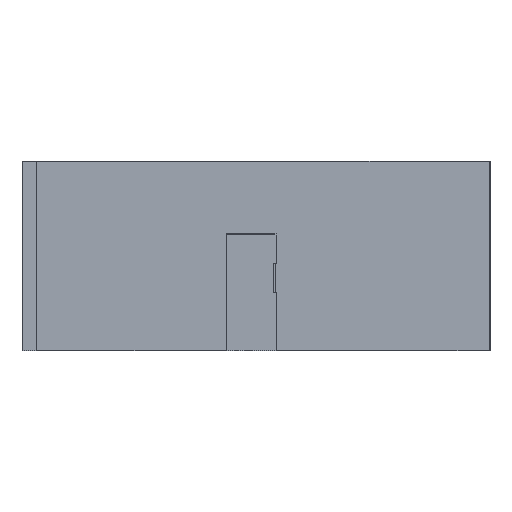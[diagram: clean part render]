
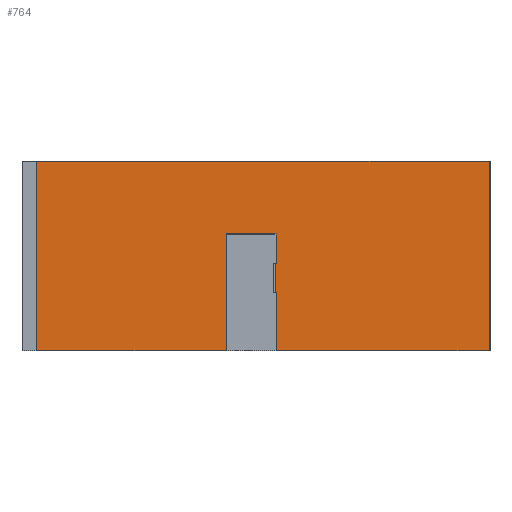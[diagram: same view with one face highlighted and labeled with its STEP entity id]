
A CAD part, top view. The second image highlights one B-rep face of the part: STEP entity #764.
In plain terms, the highlighted planar face has unit normal (0, 0, 1).
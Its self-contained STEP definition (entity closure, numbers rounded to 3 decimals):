
#17=FACE_OUTER_BOUND('',#57,.T.);
#57=EDGE_LOOP('',(#512,#513,#514,#515,#516,#517,#518,#519,#520,#521,#522,
#523));
#95=LINE('',#1053,#206);
#102=LINE('',#1067,#213);
#106=LINE('',#1075,#217);
#107=LINE('',#1077,#218);
#108=LINE('',#1079,#219);
#109=LINE('',#1081,#220);
#110=LINE('',#1083,#221);
#111=LINE('',#1085,#222);
#112=LINE('',#1087,#223);
#113=LINE('',#1089,#224);
#114=LINE('',#1091,#225);
#115=LINE('',#1092,#226);
#206=VECTOR('',#860,10.);
#213=VECTOR('',#869,10.);
#217=VECTOR('',#875,10.);
#218=VECTOR('',#876,10.);
#219=VECTOR('',#877,10.);
#220=VECTOR('',#878,10.);
#221=VECTOR('',#879,10.);
#222=VECTOR('',#880,10.);
#223=VECTOR('',#881,10.);
#224=VECTOR('',#882,10.);
#225=VECTOR('',#883,10.);
#226=VECTOR('',#884,10.);
#317=VERTEX_POINT('',#1051);
#318=VERTEX_POINT('',#1052);
#324=VERTEX_POINT('',#1066);
#327=VERTEX_POINT('',#1074);
#328=VERTEX_POINT('',#1076);
#329=VERTEX_POINT('',#1078);
#330=VERTEX_POINT('',#1080);
#331=VERTEX_POINT('',#1082);
#332=VERTEX_POINT('',#1084);
#333=VERTEX_POINT('',#1086);
#334=VERTEX_POINT('',#1088);
#335=VERTEX_POINT('',#1090);
#389=EDGE_CURVE('',#317,#318,#95,.T.);
#396=EDGE_CURVE('',#318,#324,#102,.T.);
#400=EDGE_CURVE('',#327,#317,#106,.T.);
#401=EDGE_CURVE('',#328,#327,#107,.T.);
#402=EDGE_CURVE('',#329,#328,#108,.T.);
#403=EDGE_CURVE('',#330,#329,#109,.T.);
#404=EDGE_CURVE('',#331,#330,#110,.T.);
#405=EDGE_CURVE('',#332,#331,#111,.T.);
#406=EDGE_CURVE('',#333,#332,#112,.T.);
#407=EDGE_CURVE('',#334,#333,#113,.T.);
#408=EDGE_CURVE('',#335,#334,#114,.T.);
#409=EDGE_CURVE('',#324,#335,#115,.T.);
#512=ORIENTED_EDGE('',*,*,#400,.F.);
#513=ORIENTED_EDGE('',*,*,#401,.F.);
#514=ORIENTED_EDGE('',*,*,#402,.F.);
#515=ORIENTED_EDGE('',*,*,#403,.F.);
#516=ORIENTED_EDGE('',*,*,#404,.F.);
#517=ORIENTED_EDGE('',*,*,#405,.F.);
#518=ORIENTED_EDGE('',*,*,#406,.F.);
#519=ORIENTED_EDGE('',*,*,#407,.F.);
#520=ORIENTED_EDGE('',*,*,#408,.F.);
#521=ORIENTED_EDGE('',*,*,#409,.F.);
#522=ORIENTED_EDGE('',*,*,#396,.F.);
#523=ORIENTED_EDGE('',*,*,#389,.F.);
#724=PLANE('',#818);
#764=ADVANCED_FACE('',(#17),#724,.F.);
#818=AXIS2_PLACEMENT_3D('',#1073,#873,#874);
#860=DIRECTION('',(-1.,0.,0.));
#869=DIRECTION('',(0.,1.,0.));
#873=DIRECTION('center_axis',(0.,0.,-1.));
#874=DIRECTION('ref_axis',(-1.,0.,0.));
#875=DIRECTION('',(0.,1.,0.));
#876=DIRECTION('',(-1.,0.,0.));
#877=DIRECTION('',(0.,-1.,0.));
#878=DIRECTION('',(1.,0.,0.));
#879=DIRECTION('',(0.,1.,0.));
#880=DIRECTION('',(-1.,0.,0.));
#881=DIRECTION('',(0.,-1.,0.));
#882=DIRECTION('',(-1.,0.,0.));
#883=DIRECTION('',(0.,1.,0.));
#884=DIRECTION('',(1.,0.,0.));
#1051=CARTESIAN_POINT('',(-0.299,-1.,4.51));
#1052=CARTESIAN_POINT('',(-0.305,-1.,4.51));
#1053=CARTESIAN_POINT('',(-0.405,-1.,4.51));
#1066=CARTESIAN_POINT('',(-0.305,0.,4.51));
#1067=CARTESIAN_POINT('',(-0.305,0.,4.51));
#1073=CARTESIAN_POINT('Origin',(-0.004,0.,4.51));
#1074=CARTESIAN_POINT('',(-0.299,-3.,4.51));
#1075=CARTESIAN_POINT('',(-0.299,0.,4.51));
#1076=CARTESIAN_POINT('',(6.996,-3.,4.51));
#1077=CARTESIAN_POINT('',(-0.504,-3.,4.51));
#1078=CARTESIAN_POINT('',(6.996,3.5,4.51));
#1079=CARTESIAN_POINT('',(6.996,0.,4.51));
#1080=CARTESIAN_POINT('',(-8.504,3.5,4.51));
#1081=CARTESIAN_POINT('',(-0.504,3.5,4.51));
#1082=CARTESIAN_POINT('',(-8.504,-3.,4.51));
#1083=CARTESIAN_POINT('',(-8.504,-1.,4.51));
#1084=CARTESIAN_POINT('',(-2.004,-3.,4.51));
#1085=CARTESIAN_POINT('',(-0.504,-3.,4.51));
#1086=CARTESIAN_POINT('',(-2.004,1.,4.51));
#1087=CARTESIAN_POINT('',(-2.004,0.,4.51));
#1088=CARTESIAN_POINT('',(-0.304,1.,4.51));
#1089=CARTESIAN_POINT('',(-0.504,1.,4.51));
#1090=CARTESIAN_POINT('',(-0.304,0.,4.51));
#1091=CARTESIAN_POINT('',(-0.304,0.,4.51));
#1092=CARTESIAN_POINT('',(0.194,0.,4.51));
